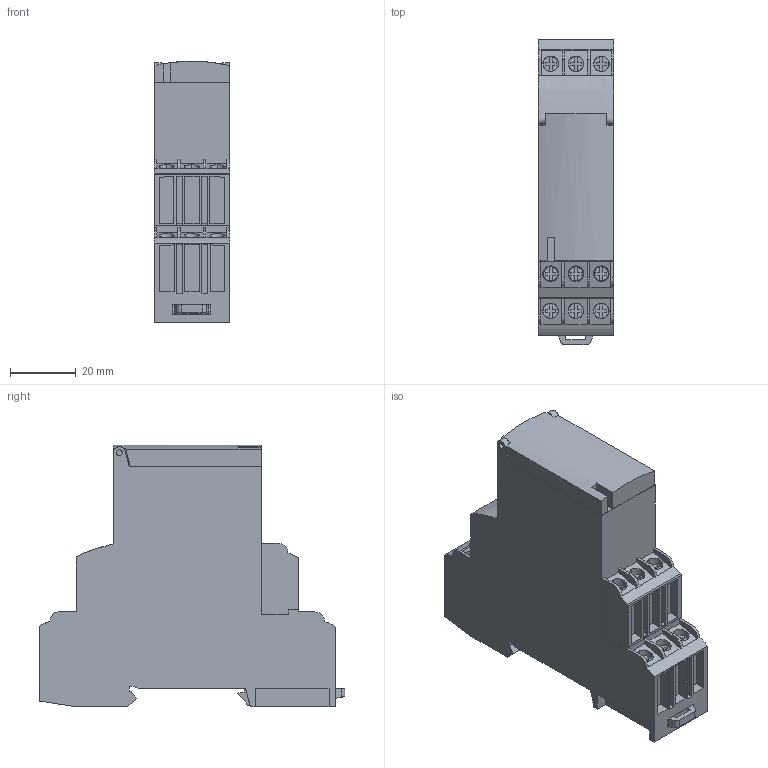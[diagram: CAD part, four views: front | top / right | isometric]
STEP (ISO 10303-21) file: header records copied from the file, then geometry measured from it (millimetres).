
FILE_DESCRIPTION((''),'2;1');
FILE_NAME('RE22R1AMR-3D','2021-01-05T15:51:48',('SESA231899'),('Schneider-Electric'),'CREO PARAMETRIC BY PTC INC, 2019164','CREO PARAMETRIC BY PTC INC, 2019164','');
FILE_SCHEMA(('AP242_MANAGED_MODEL_BASED_3D_ENGINEERING_MIM_LF { 1 0 10303 442 1 1 4 }'));
Length unit declared in the file: millimetre
Products named in the file (1): RE22R1AMR-3D
Bounding box: 22.9 x 92.85 x 79.5 mm (x, y, z)
Volume: 111187.2 mm3; surface area: 22502.7 mm2
Topology: 1 solids, 1 shells, 422 faces, 1116 edges, 734 vertices
Faces by surface type: plane 357, cylinder 64, extrusion 1
Entity records: 41867 total; most frequent: CARTESIAN_POINT 30711, ORIENTED_EDGE 2232, DIRECTION 1948, EDGE_CURVE 1116, VECTOR 856, LINE 855, VERTEX_POINT 734, AXIS2_PLACEMENT_3D 546
